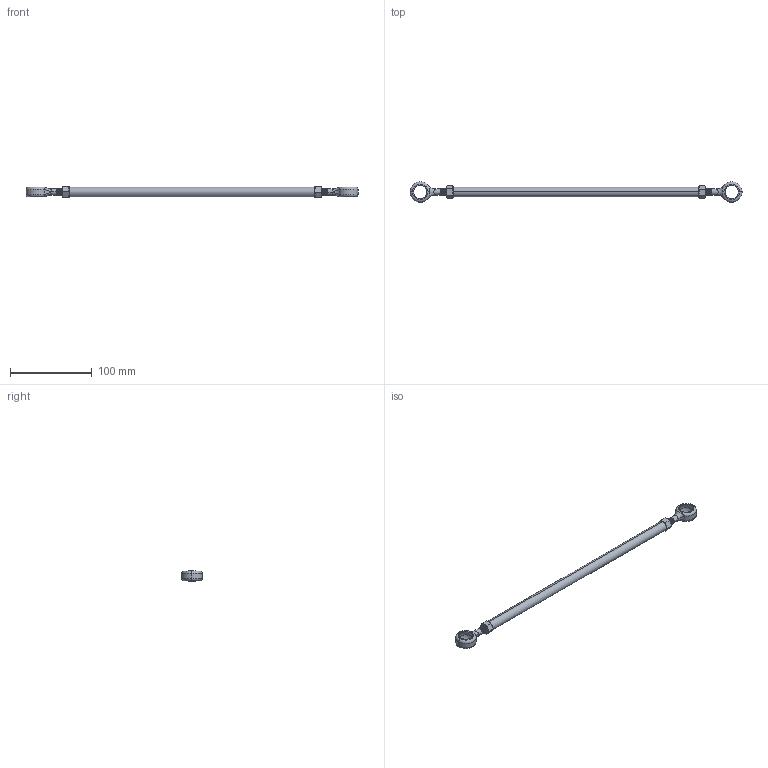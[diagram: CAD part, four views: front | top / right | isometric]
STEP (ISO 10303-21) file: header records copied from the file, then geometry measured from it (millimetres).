
FILE_DESCRIPTION (( 'STEP AP203' ), '1' );
FILE_NAME ('Link2_Matlab_Default_sldprt.STEP', '2023-05-06T11:31:40', ( '' ), ( '' ), 'SwSTEP 2.0', 'SolidWorks 2022', '' );
FILE_SCHEMA (( 'CONFIG_CONTROL_DESIGN' ));
Length unit declared in the file: millimetre
Products named in the file (1): Link2_Matlab_Default_sldprt
Bounding box: 405 x 24.93 x 13.24 mm (x, y, z)
Volume: 42985.1 mm3; surface area: 18870.3 mm2
Topology: 5 solids, 5 shells, 160 faces, 402 edges, 252 vertices
Faces by surface type: cylinder 74, cone 32, plane 28, bspline 14, torus 8, sphere 4
Entity records: 10029 total; most frequent: CARTESIAN_POINT 6661, ORIENTED_EDGE 792, DIRECTION 582, EDGE_CURVE 396, VERTEX_POINT 250, AXIS2_PLACEMENT_3D 243, EDGE_LOOP 172, FACE_OUTER_BOUND 160
